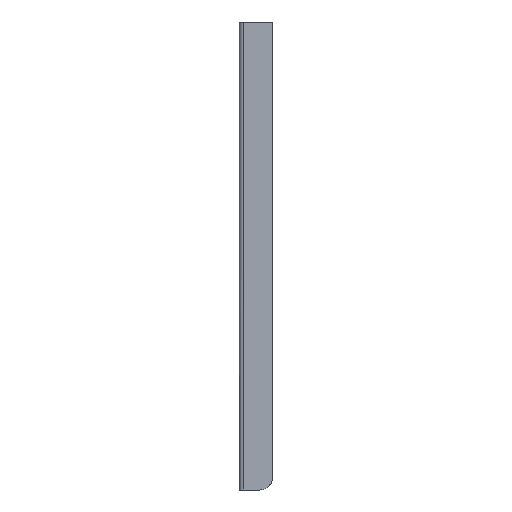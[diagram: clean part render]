
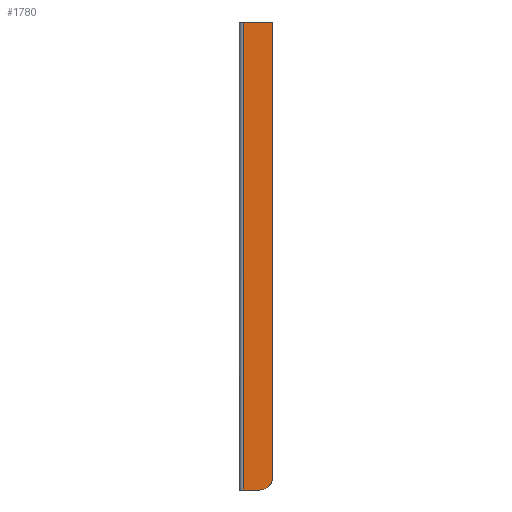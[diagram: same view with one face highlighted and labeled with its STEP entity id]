
A CAD part, front view. The second image highlights one B-rep face of the part: STEP entity #1780.
In plain terms, the highlighted free-form (B-spline) face has degree [1, 1] with [2, 2] control points.
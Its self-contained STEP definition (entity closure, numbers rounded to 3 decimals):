
#22 = EDGE_LOOP ( 'NONE', ( #100, #2692, #301, #1301, #2314 ) ) ;
#100 = ORIENTED_EDGE ( 'NONE', *, *, #1763, .F. ) ;
#147 = CARTESIAN_POINT ( 'NONE',  ( -45.479, -85.129, 0. ) ) ;
#197 = B_SPLINE_CURVE_WITH_KNOTS ( 'NONE', 1,
 ( #1458, #427 ),
 .UNSPECIFIED., .F., .F.,
 ( 2, 2 ),
 ( 0., 1. ),
 .UNSPECIFIED. ) ;
#301 = ORIENTED_EDGE ( 'NONE', *, *, #1576, .F. ) ;
#324 = CARTESIAN_POINT ( 'NONE',  ( -45.479, -85.129, 20. ) ) ;
#357 = CARTESIAN_POINT ( 'NONE',  ( -89.479, -85.129, 700. ) ) ;
#427 = CARTESIAN_POINT ( 'NONE',  ( -45.479, -85.129, 700. ) ) ;
#537 = EDGE_CURVE ( 'NONE', #2099, #2077, #1745, .T. ) ;
#610 = FACE_OUTER_BOUND ( 'NONE', #22, .T. ) ;
#669 = EDGE_CURVE ( 'NONE', #1022, #1410, #1952, .T. ) ;
#746 = CARTESIAN_POINT ( 'NONE',  ( -45.479, -85.129, 700. ) ) ;
#792 =( BOUNDED_CURVE ( )  B_SPLINE_CURVE ( 3, ( #1252, #1026, #2118, #799 ),
 .UNSPECIFIED., .F., .T. ) 
 B_SPLINE_CURVE_WITH_KNOTS ( ( 4, 4 ),
 ( -1.571, 0. ),
 .UNSPECIFIED. ) 
 CURVE ( )  GEOMETRIC_REPRESENTATION_ITEM ( )  RATIONAL_B_SPLINE_CURVE ( ( 1., 0.805, 0.805, 1. ) ) 
 REPRESENTATION_ITEM ( '' )  );
#799 = CARTESIAN_POINT ( 'NONE',  ( -65.479, -85.129, 0. ) ) ;
#1022 = VERTEX_POINT ( 'NONE', #746 ) ;
#1026 = CARTESIAN_POINT ( 'NONE',  ( -45.479, -85.129, 8.284 ) ) ;
#1110 = EDGE_CURVE ( 'NONE', #2121, #2077, #2624, .T. ) ;
#1252 = CARTESIAN_POINT ( 'NONE',  ( -45.479, -85.129, 20. ) ) ;
#1270 = CARTESIAN_POINT ( 'NONE',  ( -45.479, -85.129, 700. ) ) ;
#1301 = ORIENTED_EDGE ( 'NONE', *, *, #537, .T. ) ;
#1410 = VERTEX_POINT ( 'NONE', #324 ) ;
#1458 = CARTESIAN_POINT ( 'NONE',  ( -89.479, -85.129, 700. ) ) ;
#1576 = EDGE_CURVE ( 'NONE', #2099, #1022, #197, .T. ) ;
#1584 = B_SPLINE_SURFACE_WITH_KNOTS ( 'NONE', 1, 1, ( 
 ( #2782, #147 ),
 ( #2320, #1270 ) ),
 .UNSPECIFIED., .F., .F., .F.,
 ( 2, 2 ),
 ( 2, 2 ),
 ( 0., 1. ),
 ( 0., 1. ),
 .UNSPECIFIED. ) ;
#1597 = CARTESIAN_POINT ( 'NONE',  ( -89.479, -85.129, 0. ) ) ;
#1664 = CARTESIAN_POINT ( 'NONE',  ( -65.479, -85.129, 0. ) ) ;
#1745 = B_SPLINE_CURVE_WITH_KNOTS ( 'NONE', 1,
 ( #2666, #1597 ),
 .UNSPECIFIED., .F., .F.,
 ( 2, 2 ),
 ( 0., 1. ),
 .UNSPECIFIED. ) ;
#1763 = EDGE_CURVE ( 'NONE', #1410, #2121, #792, .T. ) ;
#1780 = ADVANCED_FACE ( 'NONE', ( #610 ), #1584, .F. ) ;
#1952 = B_SPLINE_CURVE_WITH_KNOTS ( 'NONE', 1,
 ( #2535, #2766 ),
 .UNSPECIFIED., .F., .F.,
 ( 2, 2 ),
 ( 0., 1. ),
 .UNSPECIFIED. ) ;
#1966 = CARTESIAN_POINT ( 'NONE',  ( -89.479, -85.129, 0. ) ) ;
#2077 = VERTEX_POINT ( 'NONE', #2731 ) ;
#2081 = CARTESIAN_POINT ( 'NONE',  ( -65.479, -85.129, 0. ) ) ;
#2099 = VERTEX_POINT ( 'NONE', #357 ) ;
#2118 = CARTESIAN_POINT ( 'NONE',  ( -53.763, -85.129, 0. ) ) ;
#2121 = VERTEX_POINT ( 'NONE', #1664 ) ;
#2314 = ORIENTED_EDGE ( 'NONE', *, *, #1110, .F. ) ;
#2320 = CARTESIAN_POINT ( 'NONE',  ( -89.479, -85.129, 700. ) ) ;
#2535 = CARTESIAN_POINT ( 'NONE',  ( -45.479, -85.129, 700. ) ) ;
#2624 = B_SPLINE_CURVE_WITH_KNOTS ( 'NONE', 1,
 ( #2081, #1966 ),
 .UNSPECIFIED., .F., .F.,
 ( 2, 2 ),
 ( 0., 1. ),
 .UNSPECIFIED. ) ;
#2666 = CARTESIAN_POINT ( 'NONE',  ( -89.479, -85.129, 700. ) ) ;
#2692 = ORIENTED_EDGE ( 'NONE', *, *, #669, .F. ) ;
#2731 = CARTESIAN_POINT ( 'NONE',  ( -89.479, -85.129, 0. ) ) ;
#2766 = CARTESIAN_POINT ( 'NONE',  ( -45.479, -85.129, 20. ) ) ;
#2782 = CARTESIAN_POINT ( 'NONE',  ( -89.479, -85.129, 0. ) ) ;
